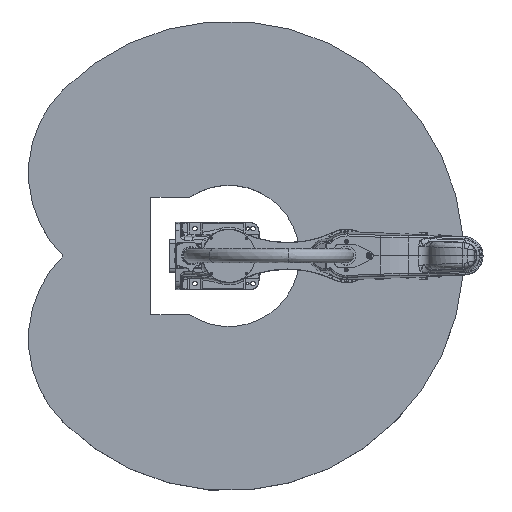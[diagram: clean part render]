
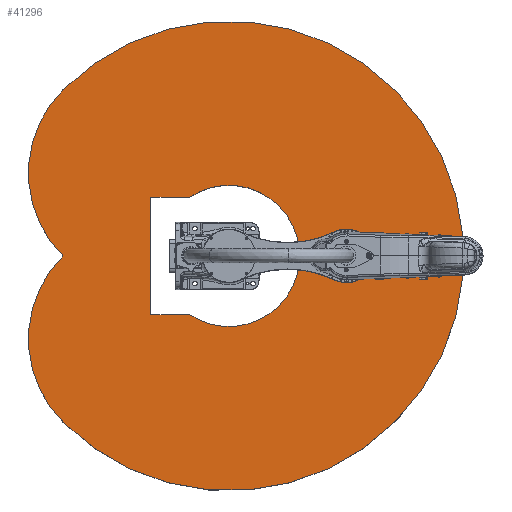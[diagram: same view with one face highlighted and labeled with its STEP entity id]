
A CAD part, top view. The second image highlights one B-rep face of the part: STEP entity #41296.
In plain terms, the highlighted planar face has unit normal (0, 0, 1).
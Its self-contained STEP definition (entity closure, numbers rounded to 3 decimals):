
#766=FACE_BOUND('',#14798,.T.);
#4385=LINE('',#90314,#7173);
#4389=LINE('',#90321,#7177);
#4392=LINE('',#90327,#7180);
#7173=VECTOR('',#55520,10.);
#7177=VECTOR('',#55526,10.);
#7180=VECTOR('',#55531,10.);
#8134=PLANE('',#45315);
#9844=CIRCLE('',#45316,350.);
#9845=CIRCLE('',#45317,700.);
#9846=CIRCLE('',#45318,350.);
#9847=CIRCLE('',#45319,210.494);
#12162=FACE_OUTER_BOUND('',#14797,.T.);
#14797=EDGE_LOOP('',(#36258,#36259,#36260));
#14798=EDGE_LOOP('',(#36261,#36262,#36263,#36264));
#19281=VERTEX_POINT('',#90311);
#19282=VERTEX_POINT('',#90313);
#19284=VERTEX_POINT('',#90319);
#19286=VERTEX_POINT('',#90325);
#19287=VERTEX_POINT('',#90329);
#19288=VERTEX_POINT('',#90330);
#19289=VERTEX_POINT('',#90332);
#24939=EDGE_CURVE('',#19282,#19281,#4385,.T.);
#24943=EDGE_CURVE('',#19281,#19284,#4389,.T.);
#24946=EDGE_CURVE('',#19284,#19286,#4392,.T.);
#24947=EDGE_CURVE('',#19287,#19288,#9844,.T.);
#24948=EDGE_CURVE('',#19288,#19289,#9845,.T.);
#24949=EDGE_CURVE('',#19289,#19287,#9846,.T.);
#24950=EDGE_CURVE('',#19286,#19282,#9847,.T.);
#36258=ORIENTED_EDGE('',*,*,#24947,.T.);
#36259=ORIENTED_EDGE('',*,*,#24948,.T.);
#36260=ORIENTED_EDGE('',*,*,#24949,.T.);
#36261=ORIENTED_EDGE('',*,*,#24939,.T.);
#36262=ORIENTED_EDGE('',*,*,#24943,.T.);
#36263=ORIENTED_EDGE('',*,*,#24946,.T.);
#36264=ORIENTED_EDGE('',*,*,#24950,.T.);
#41296=ADVANCED_FACE('',(#12162,#766),#8134,.T.);
#45315=AXIS2_PLACEMENT_3D('',#90328,#55532,#55533);
#45316=AXIS2_PLACEMENT_3D('',#90331,#55534,#55535);
#45317=AXIS2_PLACEMENT_3D('',#90333,#55536,#55537);
#45318=AXIS2_PLACEMENT_3D('',#90334,#55538,#55539);
#45319=AXIS2_PLACEMENT_3D('',#90335,#55540,#55541);
#55520=DIRECTION('',(-1.,0.,0.));
#55526=DIRECTION('',(0.,1.,0.));
#55531=DIRECTION('',(1.,0.,0.));
#55532=DIRECTION('center_axis',(0.,0.,1.));
#55533=DIRECTION('ref_axis',(1.,0.,0.));
#55534=DIRECTION('center_axis',(0.,0.,1.));
#55535=DIRECTION('ref_axis',(0.707,-0.707,0.));
#55536=DIRECTION('center_axis',(0.,0.,1.));
#55537=DIRECTION('ref_axis',(0.707,0.707,0.));
#55538=DIRECTION('center_axis',(0.,0.,1.));
#55539=DIRECTION('ref_axis',(0.707,-0.707,0.));
#55540=DIRECTION('center_axis',(0.,0.,-1.));
#55541=DIRECTION('ref_axis',(-1.,0.,0.));
#90311=CARTESIAN_POINT('',(-233.,-175.,200.));
#90313=CARTESIAN_POINT('',(-116.973,-175.,200.));
#90314=CARTESIAN_POINT('',(45.953,-175.,200.));
#90319=CARTESIAN_POINT('',(-233.,175.,200.));
#90321=CARTESIAN_POINT('',(-233.,-87.5,200.));
#90325=CARTESIAN_POINT('',(-116.973,175.,200.));
#90327=CARTESIAN_POINT('',(-108.047,175.,200.));
#90328=CARTESIAN_POINT('Origin',(16.906,0.,
200.));
#90329=CARTESIAN_POINT('',(-494.975,0.,200.));
#90330=CARTESIAN_POINT('',(-494.975,-494.975,200.));
#90331=CARTESIAN_POINT('Origin',(-247.487,-247.487,200.));
#90332=CARTESIAN_POINT('',(-494.975,494.975,200.));
#90333=CARTESIAN_POINT('Origin',(0.,0.,200.));
#90334=CARTESIAN_POINT('Origin',(-247.487,247.487,200.));
#90335=CARTESIAN_POINT('Origin',(0.,0.,200.));
